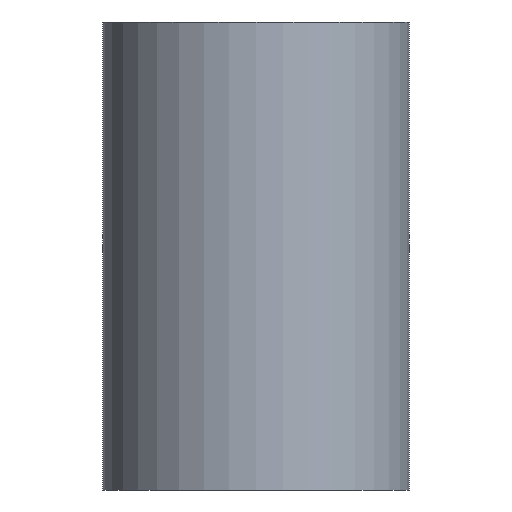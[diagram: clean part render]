
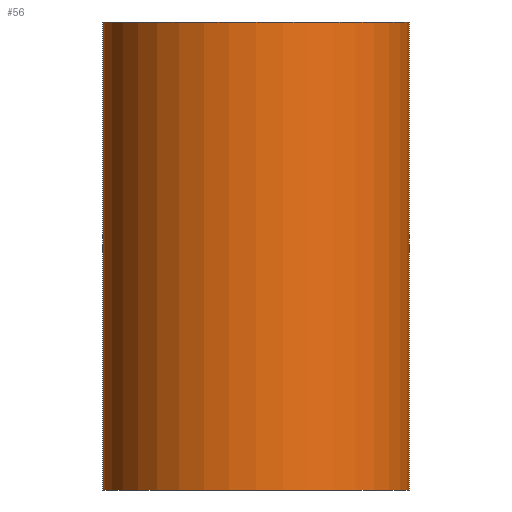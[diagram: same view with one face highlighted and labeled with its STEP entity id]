
A CAD part, front view. The second image highlights one B-rep face of the part: STEP entity #56.
In plain terms, the highlighted cylindrical face has radius 2 mm (diameter 4 mm), a partial arc.
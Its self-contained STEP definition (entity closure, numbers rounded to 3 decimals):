
#13 = EDGE_CURVE ( 'NONE', #40, #33, #71, .T. ) ;
#28 = VERTEX_POINT ( 'NONE', #106 ) ;
#31 = EDGE_CURVE ( 'NONE', #40, #28, #104, .T. ) ;
#33 = VERTEX_POINT ( 'NONE', #142 ) ;
#37 = EDGE_CURVE ( 'NONE', #33, #38, #178, .T. ) ;
#38 = VERTEX_POINT ( 'NONE', #174 ) ;
#40 = VERTEX_POINT ( 'NONE', #173 ) ;
#45 = ORIENTED_EDGE ( 'NONE', *, *, #60, .T. ) ;
#47 = EDGE_LOOP ( 'NONE', ( #52, #54, #53, #45 ) ) ;
#52 = ORIENTED_EDGE ( 'NONE', *, *, #37, .F. ) ;
#53 = ORIENTED_EDGE ( 'NONE', *, *, #31, .T. ) ;
#54 = ORIENTED_EDGE ( 'NONE', *, *, #13, .F. ) ;
#56 = ADVANCED_FACE ( 'NONE', ( #156 ), #155, .T. ) ;
#60 = EDGE_CURVE ( 'NONE', #28, #38, #149, .T. ) ;
#68 = DIRECTION ( 'NONE',  ( 1., 0., 0. ) ) ;
#69 = DIRECTION ( 'NONE',  ( 0., 0., 1. ) ) ;
#70 = AXIS2_PLACEMENT_3D ( 'NONE', #88, #69, #68 ) ;
#71 = CIRCLE ( 'NONE', #70, 2. ) ;
#88 = CARTESIAN_POINT ( 'NONE',  ( 0., 0., 6.1 ) ) ;
#103 = CARTESIAN_POINT ( 'NONE',  ( -2., 0., 6.1 ) ) ;
#104 = LINE ( 'NONE', #103, #144 ) ;
#106 = CARTESIAN_POINT ( 'NONE',  ( -2., 0., 0. ) ) ;
#136 = DIRECTION ( 'NONE',  ( 1., 0., 0. ) ) ;
#137 = DIRECTION ( 'NONE',  ( 0., 0., 1. ) ) ;
#138 = CARTESIAN_POINT ( 'NONE',  ( 0., 0., 0. ) ) ;
#142 = CARTESIAN_POINT ( 'NONE',  ( 2., 0., 6.1 ) ) ;
#143 = DIRECTION ( 'NONE',  ( 0., 0., -1. ) ) ;
#144 = VECTOR ( 'NONE', #143, 1000. ) ;
#149 = CIRCLE ( 'NONE', #153, 2. ) ;
#150 = DIRECTION ( 'NONE',  ( -1., 0., 0. ) ) ;
#151 = DIRECTION ( 'NONE',  ( 0., 0., -1. ) ) ;
#152 = AXIS2_PLACEMENT_3D ( 'NONE', #154, #151, #150 ) ;
#153 = AXIS2_PLACEMENT_3D ( 'NONE', #138, #137, #136 ) ;
#154 = CARTESIAN_POINT ( 'NONE',  ( 0., 0., 6.1 ) ) ;
#155 = CYLINDRICAL_SURFACE ( 'NONE', #152, 2. ) ;
#156 = FACE_OUTER_BOUND ( 'NONE', #47, .T. ) ;
#173 = CARTESIAN_POINT ( 'NONE',  ( -2., 0., 6.1 ) ) ;
#174 = CARTESIAN_POINT ( 'NONE',  ( 2., 0., 0. ) ) ;
#175 = DIRECTION ( 'NONE',  ( 0., 0., -1. ) ) ;
#176 = VECTOR ( 'NONE', #175, 1000. ) ;
#177 = CARTESIAN_POINT ( 'NONE',  ( 2., 0., 6.1 ) ) ;
#178 = LINE ( 'NONE', #177, #176 ) ;
